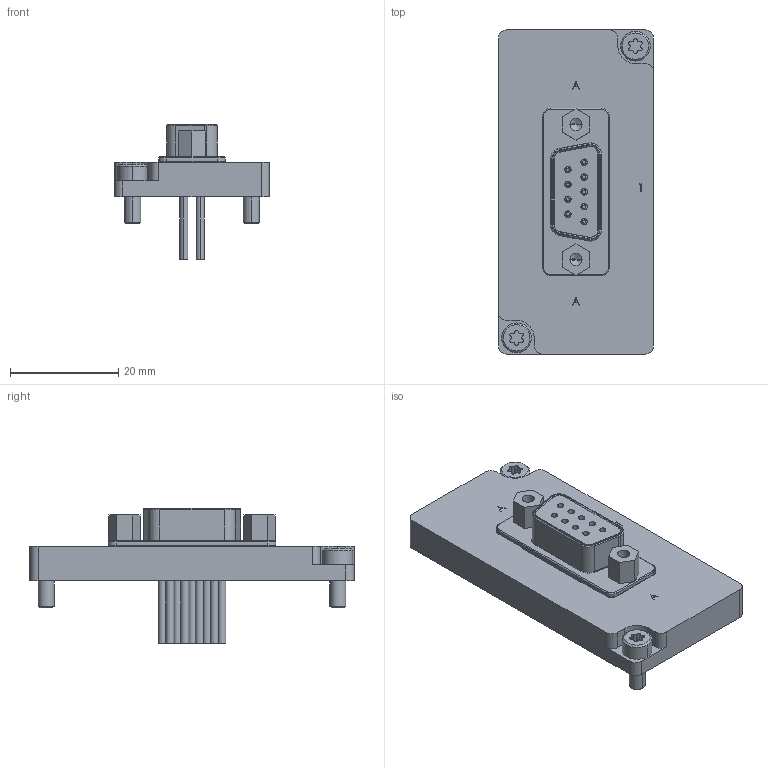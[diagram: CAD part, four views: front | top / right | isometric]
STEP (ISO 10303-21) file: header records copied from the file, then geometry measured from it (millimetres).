
FILE_DESCRIPTION (( 'STEP AP214' ), '1' );
FILE_NAME ('INGUN_35909.STEP', '2022-12-20T14:26:42', ( '' ), ( '' ), 'SwSTEP 2.0', 'SolidWorks 2021', '' );
FILE_SCHEMA (( 'AUTOMOTIVE_DESIGN' ));
Length unit declared in the file: millimetre
Products named in the file (7): INFO_4634~0_S; 35908~2_S; DIN912~n_M03,0x008; INGUN_35909; 35908~2; 10600~0_S; 29629~0
Assembly tree (8 placements, depth 3):
  INGUN_35909
    35908~2_S
      35908~2
      INFO_4634~0_S
    29629~0
    10600~0_S  x2
    DIN912~n_M03,0x008  x2
Bounding box: 28.7 x 60 x 25 mm (x, y, z)
Volume: 11884.4 mm3; surface area: 8133.9 mm2
Topology: 9 solids, 9 shells, 382 faces, 935 edges, 606 vertices
Faces by surface type: cylinder 183, plane 129, bspline 54, cone 16
Entity records: 12098 total; most frequent: CARTESIAN_POINT 3459, DIRECTION 1706, ORIENTED_EDGE 1648, EDGE_CURVE 824, AXIS2_PLACEMENT_3D 668, VERTEX_POINT 537, EDGE_LOOP 389, CIRCLE 374
